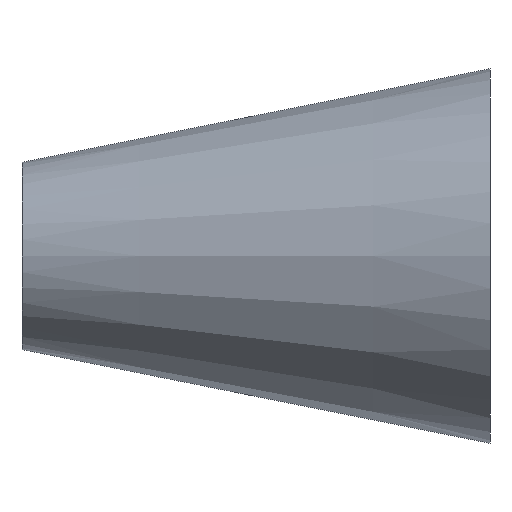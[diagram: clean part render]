
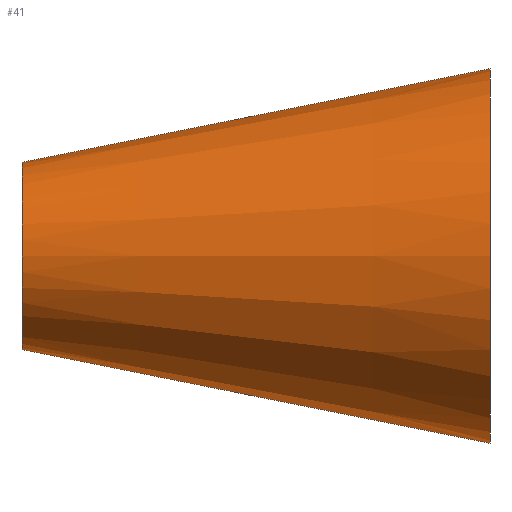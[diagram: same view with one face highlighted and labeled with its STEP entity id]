
A CAD part, left-side view. The second image highlights one B-rep face of the part: STEP entity #41.
In plain terms, the highlighted conical face has half-angle 11.31 degrees and reference radius 10 mm.
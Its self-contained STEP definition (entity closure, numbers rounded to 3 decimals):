
#3 = VERTEX_POINT ( 'NONE', #132 ) ;
#10 = CARTESIAN_POINT ( 'NONE',  ( 0., 50., 10. ) ) ;
#16 = DIRECTION ( 'NONE',  ( 0., -1., 0. ) ) ;
#27 = EDGE_LOOP ( 'NONE', ( #171, #66, #101, #232 ) ) ;
#31 = CARTESIAN_POINT ( 'NONE',  ( 0., 50., -10. ) ) ;
#32 = LINE ( 'NONE', #123, #195 ) ;
#38 = CARTESIAN_POINT ( 'NONE',  ( 0., 0., 0. ) ) ;
#41 = ADVANCED_FACE ( 'NONE', ( #111 ), #238, .T. ) ;
#52 = DIRECTION ( 'NONE',  ( 0., 0., -1. ) ) ;
#64 = VERTEX_POINT ( 'NONE', #31 ) ;
#66 = ORIENTED_EDGE ( 'NONE', *, *, #167, .T. ) ;
#73 = CARTESIAN_POINT ( 'NONE',  ( 0., 50., 0. ) ) ;
#74 = AXIS2_PLACEMENT_3D ( 'NONE', #196, #219, #52 ) ;
#80 = CIRCLE ( 'NONE', #197, 20. ) ;
#85 = EDGE_CURVE ( 'NONE', #139, #3, #32, .T. ) ;
#91 = CARTESIAN_POINT ( 'NONE',  ( 0., 0., -20. ) ) ;
#101 = ORIENTED_EDGE ( 'NONE', *, *, #117, .T. ) ;
#105 = AXIS2_PLACEMENT_3D ( 'NONE', #73, #106, #176 ) ;
#106 = DIRECTION ( 'NONE',  ( 0., -1., 0. ) ) ;
#111 = FACE_OUTER_BOUND ( 'NONE', #27, .T. ) ;
#117 = EDGE_CURVE ( 'NONE', #64, #172, #145, .T. ) ;
#119 = VECTOR ( 'NONE', #122, 1000. ) ;
#122 = DIRECTION ( 'NONE',  ( 0., -0.981, -0.196 ) ) ;
#123 = CARTESIAN_POINT ( 'NONE',  ( 0., 50., 10. ) ) ;
#127 = CIRCLE ( 'NONE', #74, 10. ) ;
#132 = CARTESIAN_POINT ( 'NONE',  ( 0., 0., 20. ) ) ;
#139 = VERTEX_POINT ( 'NONE', #10 ) ;
#145 = LINE ( 'NONE', #243, #119 ) ;
#167 = EDGE_CURVE ( 'NONE', #139, #64, #127, .T. ) ;
#171 = ORIENTED_EDGE ( 'NONE', *, *, #85, .F. ) ;
#172 = VERTEX_POINT ( 'NONE', #91 ) ;
#176 = DIRECTION ( 'NONE',  ( 0., 0., -1. ) ) ;
#195 = VECTOR ( 'NONE', #244, 1000. ) ;
#196 = CARTESIAN_POINT ( 'NONE',  ( 0., 50., 0. ) ) ;
#197 = AXIS2_PLACEMENT_3D ( 'NONE', #38, #16, #205 ) ;
#205 = DIRECTION ( 'NONE',  ( 0., 0., -1. ) ) ;
#219 = DIRECTION ( 'NONE',  ( 0., -1., 0. ) ) ;
#232 = ORIENTED_EDGE ( 'NONE', *, *, #237, .F. ) ;
#237 = EDGE_CURVE ( 'NONE', #3, #172, #80, .T. ) ;
#238 = CONICAL_SURFACE ( 'NONE', #105, 10., 0.197 ) ;
#243 = CARTESIAN_POINT ( 'NONE',  ( 0., 50., -10. ) ) ;
#244 = DIRECTION ( 'NONE',  ( 0., -0.981, 0.196 ) ) ;
